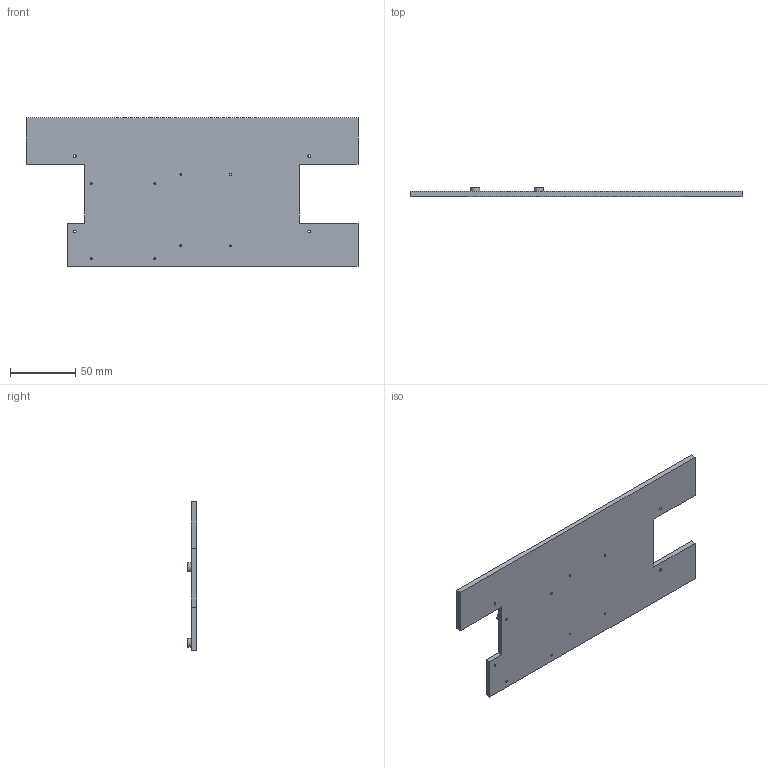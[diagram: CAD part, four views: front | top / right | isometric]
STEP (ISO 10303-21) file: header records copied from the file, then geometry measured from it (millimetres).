
FILE_DESCRIPTION(('FreeCAD Model'),'2;1');
FILE_NAME('Open CASCADE Shape Model','2026-01-22T19:14:47',(''),(''), 'Open CASCADE STEP processor 7.8','FreeCAD','Unknown');
FILE_SCHEMA(('AUTOMOTIVE_DESIGN { 1 0 10303 214 1 1 1 1 }'));
Length unit declared in the file: millimetre
Products named in the file (1): BatteryHolderPocket
Bounding box: 255 x 7 x 114.25 mm (x, y, z)
Volume: 96446 mm3; surface area: 51994.5 mm2
Topology: 1 solids, 1 shells, 34 faces, 84 edges, 56 vertices
Faces by surface type: plane 18, cylinder 16
Full cylindrical faces by diameter (mm): 1.5 x8, 2 x4, 7 x4
Entity records: 1086 total; most frequent: DIRECTION 182, CARTESIAN_POINT 179, ORIENTED_EDGE 168, EDGE_CURVE 84, AXIS2_PLACEMENT_3D 67, FACE_BOUND 62, EDGE_LOOP 62, VERTEX_POINT 56
